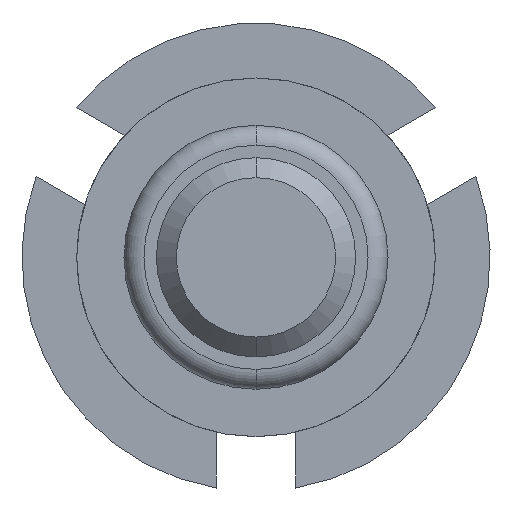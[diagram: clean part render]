
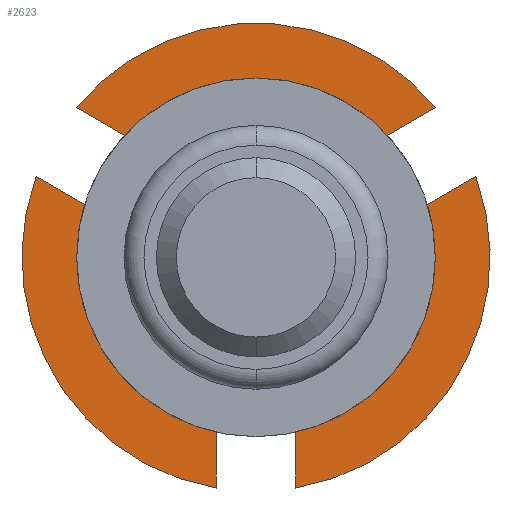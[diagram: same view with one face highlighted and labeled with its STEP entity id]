
A CAD part, front view. The second image highlights one B-rep face of the part: STEP entity #2623.
In plain terms, the highlighted planar face has unit normal (0, -1, 0).
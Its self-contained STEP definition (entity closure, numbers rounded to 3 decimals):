
#1 = CARTESIAN_POINT ( 'NONE',  ( 0., 5.5, 0. ) ) ;
#62 = CARTESIAN_POINT ( 'NONE',  ( 0., 5.5, -1.075 ) ) ;
#63 = VERTEX_POINT ( 'NONE', #5056 ) ;
#66 = CARTESIAN_POINT ( 'NONE',  ( 0., 5.5, 0. ) ) ;
#290 = VERTEX_POINT ( 'NONE', #497 ) ;
#391 = DIRECTION ( 'NONE',  ( 0.866, 0., 0.5 ) ) ;
#446 = CIRCLE ( 'NONE', #4861, 2.35 ) ;
#454 = VECTOR ( 'NONE', #1625, 1000. ) ;
#472 = DIRECTION ( 'NONE',  ( 0., 0., 1. ) ) ;
#478 = EDGE_CURVE ( 'Defeature ausgef�hrt4_40+Defeature ausgef�hrt4_26+Defeature ausgef�hrt4_19+Defeature ausgef�hrt4_39', #4661, #1378, #4588, .T. ) ;
#497 = CARTESIAN_POINT ( 'NONE',  ( -1.805, 5.5, 1.504 ) ) ;
#509 = CARTESIAN_POINT ( 'NONE',  ( -0.4, 5.5, -2.316 ) ) ;
#593 = ORIENTED_EDGE ( 'NONE', *, *, #4793, .F. ) ;
#654 = ORIENTED_EDGE ( 'NONE', *, *, #4500, .F. ) ;
#712 = DIRECTION ( 'NONE',  ( -0.866, 0., -0.5 ) ) ;
#728 = CARTESIAN_POINT ( 'NONE',  ( 0., 5.5, 0. ) ) ;
#770 = CARTESIAN_POINT ( 'NONE',  ( 0., 5.5, 0. ) ) ;
#789 = EDGE_LOOP ( 'NONE', ( #4090, #4108, #2463, #5022, #2832, #593, #5057, #4732, #4137, #4051, #4792, #654 ) ) ;
#845 = CARTESIAN_POINT ( 'NONE',  ( -1.186, 5.5, 1.146 ) ) ;
#888 = CARTESIAN_POINT ( 'NONE',  ( 0.4, 5.5, -1.6 ) ) ;
#890 = LINE ( 'NONE', #5089, #2991 ) ;
#933 = EDGE_CURVE ( 'Defeature ausgef�hrt4_43+Defeature ausgef�hrt4_26+Defeature ausgef�hrt4_34+Defeature ausgef�hrt4_42', #4864, #4415, #2081, .T. ) ;
#947 = LINE ( 'NONE', #62, #454 ) ;
#1017 = VECTOR ( 'NONE', #472, 1000. ) ;
#1022 = FACE_OUTER_BOUND ( 'NONE', #789, .T. ) ;
#1136 = LINE ( 'NONE', #5006, #2795 ) ;
#1201 = DIRECTION ( 'NONE',  ( -0.839, 0., 0.545 ) ) ;
#1205 = LINE ( 'NONE', #4266, #2000 ) ;
#1228 = VERTEX_POINT ( 'NONE', #2566 ) ;
#1231 = CARTESIAN_POINT ( 'NONE',  ( -2.205, 5.5, 0.811 ) ) ;
#1325 = CARTESIAN_POINT ( 'NONE',  ( 1.805, 5.5, 1.504 ) ) ;
#1327 = CARTESIAN_POINT ( 'NONE',  ( -1.655, 5.5, 0. ) ) ;
#1378 = VERTEX_POINT ( 'NONE', #2604 ) ;
#1411 = VERTEX_POINT ( 'NONE', #4012 ) ;
#1460 = LINE ( 'NONE', #2149, #3667 ) ;
#1534 = CARTESIAN_POINT ( 'NONE',  ( 1.655, 5.5, 0. ) ) ;
#1613 = DIRECTION ( 'NONE',  ( -0.866, 0., 0.5 ) ) ;
#1625 = DIRECTION ( 'NONE',  ( 0.839, 0., -0.545 ) ) ;
#1661 = VECTOR ( 'NONE', #3460, 1000. ) ;
#1662 = CARTESIAN_POINT ( 'NONE',  ( 0.4, 5.5, 0. ) ) ;
#1883 = VECTOR ( 'NONE', #1613, 1000. ) ;
#1939 = EDGE_CURVE ( 'Defeature ausgef�hrt4_35+Defeature ausgef�hrt4_26+Defeature ausgef�hrt4_36+Defeature ausgef�hrt4_34', #1997, #2383, #4707, .T. ) ;
#1997 = VERTEX_POINT ( 'NONE', #3583 ) ;
#2000 = VECTOR ( 'NONE', #3038, 1000. ) ;
#2011 = DIRECTION ( 'NONE',  ( 0., 1., 0. ) ) ;
#2023 = DIRECTION ( 'NONE',  ( 0., 0., -1. ) ) ;
#2038 = EDGE_CURVE ( 'Defeature ausgef�hrt4_27+Defeature ausgef�hrt4_26+Defeature ausgef�hrt4_28+Defeature ausgef�hrt4_30', #1228, #63, #4402, .T. ) ;
#2081 = LINE ( 'NONE', #2307, #1661 ) ;
#2149 = CARTESIAN_POINT ( 'NONE',  ( 1.386, 5.5, 0.8 ) ) ;
#2172 = EDGE_CURVE ( 'Defeature ausgef�hrt4_42+Defeature ausgef�hrt4_26+Defeature ausgef�hrt4_43+Defeature ausgef�hrt4_41', #4415, #3386, #4098, .T. ) ;
#2263 = EDGE_CURVE ( 'Defeature ausgef�hrt4_28+Defeature ausgef�hrt4_26+Defeature ausgef�hrt4_29+Defeature ausgef�hrt4_27', #4807, #1228, #890, .T. ) ;
#2307 = CARTESIAN_POINT ( 'NONE',  ( -0.2, 5.5, -0.346 ) ) ;
#2383 = VERTEX_POINT ( 'NONE', #509 ) ;
#2452 = DIRECTION ( 'NONE',  ( 0., 0., -1. ) ) ;
#2463 = ORIENTED_EDGE ( 'NONE', *, *, #933, .F. ) ;
#2566 = CARTESIAN_POINT ( 'NONE',  ( 0., 5.5, 1.075 ) ) ;
#2593 = ORIENTED_EDGE ( 'NONE', *, *, #2263, .F. ) ;
#2604 = CARTESIAN_POINT ( 'NONE',  ( 1.186, 5.5, 1.146 ) ) ;
#2623 = ADVANCED_FACE ( 'Defeature ausgef�hrt4_26', ( #1022, #3172 ), #3510, .T. ) ;
#2706 = VERTEX_POINT ( 'NONE', #3536 ) ;
#2758 = EDGE_CURVE ( 'Defeature ausgef�hrt4_41+Defeature ausgef�hrt4_26+Defeature ausgef�hrt4_42+Defeature ausgef�hrt4_19', #3386, #290, #2925, .T. ) ;
#2780 = CARTESIAN_POINT ( 'NONE',  ( -1.586, 5.5, 0.454 ) ) ;
#2795 = VECTOR ( 'NONE', #3458, 1000. ) ;
#2832 = ORIENTED_EDGE ( 'NONE', *, *, #1939, .F. ) ;
#2925 = LINE ( 'NONE', #3096, #1883 ) ;
#2957 = EDGE_CURVE ( 'Defeature ausgef�hrt4_37+Defeature ausgef�hrt4_26+Defeature ausgef�hrt4_20+Defeature ausgef�hrt4_36', #4394, #2984, #3534, .T. ) ;
#2984 = VERTEX_POINT ( 'NONE', #888 ) ;
#2991 = VECTOR ( 'NONE', #1201, 1000. ) ;
#3038 = DIRECTION ( 'NONE',  ( 0.839, 0., 0.545 ) ) ;
#3096 = CARTESIAN_POINT ( 'NONE',  ( 0.2, 5.5, 0.346 ) ) ;
#3114 = DIRECTION ( 'NONE',  ( 0.5, 0., 0.866 ) ) ;
#3132 = DIRECTION ( 'NONE',  ( 0., 0., -1. ) ) ;
#3172 = FACE_BOUND ( 'NONE', #4788, .T. ) ;
#3344 = DIRECTION ( 'NONE',  ( -0.839, 0., -0.545 ) ) ;
#3365 = VECTOR ( 'NONE', #3344, 1000. ) ;
#3386 = VERTEX_POINT ( 'NONE', #845 ) ;
#3408 = CARTESIAN_POINT ( 'NONE',  ( -0.2, 5.5, 0.346 ) ) ;
#3409 = CIRCLE ( 'NONE', #3839, 2.35 ) ;
#3458 = DIRECTION ( 'NONE',  ( -1., 0., 0. ) ) ;
#3460 = DIRECTION ( 'NONE',  ( 0.866, 0., -0.5 ) ) ;
#3483 = CARTESIAN_POINT ( 'NONE',  ( 0.4, 5.5, -2.316 ) ) ;
#3496 = VERTEX_POINT ( 'NONE', #4858 ) ;
#3499 = DIRECTION ( 'NONE',  ( 0., 1., 0. ) ) ;
#3510 = PLANE ( 'NONE',  #4080 ) ;
#3534 = LINE ( 'NONE', #1662, #1017 ) ;
#3536 = CARTESIAN_POINT ( 'NONE',  ( 2.205, 5.5, 0.811 ) ) ;
#3548 = VECTOR ( 'NONE', #712, 1000. ) ;
#3583 = CARTESIAN_POINT ( 'NONE',  ( -0.4, 5.5, -1.6 ) ) ;
#3601 = VECTOR ( 'NONE', #2452, 1000. ) ;
#3616 = ORIENTED_EDGE ( 'NONE', *, *, #4813, .F. ) ;
#3649 = LINE ( 'NONE', #4329, #4147 ) ;
#3667 = VECTOR ( 'NONE', #4875, 1000. ) ;
#3755 = EDGE_CURVE ( 'Defeature ausgef�hrt4_38+Defeature ausgef�hrt4_26+Defeature ausgef�hrt4_39+Defeature ausgef�hrt4_20', #1411, #2706, #3649, .T. ) ;
#3839 = AXIS2_PLACEMENT_3D ( 'NONE', #66, #2011, #4422 ) ;
#3884 = DIRECTION ( 'NONE',  ( 0., 1., 0. ) ) ;
#3958 = DIRECTION ( 'NONE',  ( 0., 0., -1. ) ) ;
#3977 = CARTESIAN_POINT ( 'NONE',  ( -0.4, 5.5, 0. ) ) ;
#4012 = CARTESIAN_POINT ( 'NONE',  ( 1.586, 5.5, 0.454 ) ) ;
#4044 = EDGE_CURVE ( 'Defeature ausgef�hrt4_30+Defeature ausgef�hrt4_26+Defeature ausgef�hrt4_27+Defeature ausgef�hrt4_29', #63, #3496, #947, .T. ) ;
#4051 = ORIENTED_EDGE ( 'NONE', *, *, #5055, .F. ) ;
#4080 = AXIS2_PLACEMENT_3D ( 'NONE', #728, #4673, #3132 ) ;
#4090 = ORIENTED_EDGE ( 'NONE', *, *, #2758, .F. ) ;
#4098 = LINE ( 'NONE', #4274, #4336 ) ;
#4108 = ORIENTED_EDGE ( 'NONE', *, *, #2172, .F. ) ;
#4137 = ORIENTED_EDGE ( 'NONE', *, *, #3755, .F. ) ;
#4147 = VECTOR ( 'NONE', #391, 1000. ) ;
#4195 = CIRCLE ( 'NONE', #5070, 2.35 ) ;
#4215 = ORIENTED_EDGE ( 'NONE', *, *, #4044, .F. ) ;
#4266 = CARTESIAN_POINT ( 'NONE',  ( 1.655, 5.5, 0. ) ) ;
#4274 = CARTESIAN_POINT ( 'NONE',  ( -1.386, 5.5, 0.8 ) ) ;
#4329 = CARTESIAN_POINT ( 'NONE',  ( 0.2, 5.5, -0.346 ) ) ;
#4336 = VECTOR ( 'NONE', #3114, 1000. ) ;
#4394 = VERTEX_POINT ( 'NONE', #3483 ) ;
#4397 = EDGE_CURVE ( 'Defeature ausgef�hrt4_20+Defeature ausgef�hrt4_26+Defeature ausgef�hrt4_38+Defeature ausgef�hrt4_37', #2706, #4394, #446, .T. ) ;
#4402 = LINE ( 'NONE', #1327, #3365 ) ;
#4415 = VERTEX_POINT ( 'NONE', #2780 ) ;
#4422 = DIRECTION ( 'NONE',  ( 0., 0., -1. ) ) ;
#4435 = EDGE_CURVE ( 'Defeature ausgef�hrt4_34+Defeature ausgef�hrt4_26+Defeature ausgef�hrt4_35+Defeature ausgef�hrt4_43', #2383, #4864, #4195, .T. ) ;
#4500 = EDGE_CURVE ( 'Defeature ausgef�hrt4_19+Defeature ausgef�hrt4_26+Defeature ausgef�hrt4_41+Defeature ausgef�hrt4_40', #290, #4661, #3409, .T. ) ;
#4588 = LINE ( 'NONE', #3408, #3548 ) ;
#4604 = ORIENTED_EDGE ( 'NONE', *, *, #2038, .F. ) ;
#4661 = VERTEX_POINT ( 'NONE', #1325 ) ;
#4673 = DIRECTION ( 'NONE',  ( 0., -1., 0. ) ) ;
#4707 = LINE ( 'NONE', #3977, #3601 ) ;
#4732 = ORIENTED_EDGE ( 'NONE', *, *, #4397, .F. ) ;
#4788 = EDGE_LOOP ( 'NONE', ( #2593, #3616, #4215, #4604 ) ) ;
#4792 = ORIENTED_EDGE ( 'NONE', *, *, #478, .F. ) ;
#4793 = EDGE_CURVE ( 'Defeature ausgef�hrt4_36+Defeature ausgef�hrt4_26+Defeature ausgef�hrt4_37+Defeature ausgef�hrt4_35', #2984, #1997, #1136, .T. ) ;
#4807 = VERTEX_POINT ( 'NONE', #1534 ) ;
#4813 = EDGE_CURVE ( 'Defeature ausgef�hrt4_29+Defeature ausgef�hrt4_26+Defeature ausgef�hrt4_30+Defeature ausgef�hrt4_28', #3496, #4807, #1205, .T. ) ;
#4858 = CARTESIAN_POINT ( 'NONE',  ( 0., 5.5, -1.075 ) ) ;
#4861 = AXIS2_PLACEMENT_3D ( 'NONE', #1, #3884, #3958 ) ;
#4864 = VERTEX_POINT ( 'NONE', #1231 ) ;
#4875 = DIRECTION ( 'NONE',  ( 0.5, 0., -0.866 ) ) ;
#5006 = CARTESIAN_POINT ( 'NONE',  ( 0., 5.5, -1.6 ) ) ;
#5022 = ORIENTED_EDGE ( 'NONE', *, *, #4435, .F. ) ;
#5055 = EDGE_CURVE ( 'Defeature ausgef�hrt4_39+Defeature ausgef�hrt4_26+Defeature ausgef�hrt4_40+Defeature ausgef�hrt4_38', #1378, #1411, #1460, .T. ) ;
#5056 = CARTESIAN_POINT ( 'NONE',  ( -1.655, 5.5, 0. ) ) ;
#5057 = ORIENTED_EDGE ( 'NONE', *, *, #2957, .F. ) ;
#5070 = AXIS2_PLACEMENT_3D ( 'NONE', #770, #3499, #2023 ) ;
#5089 = CARTESIAN_POINT ( 'NONE',  ( 0., 5.5, 1.075 ) ) ;
